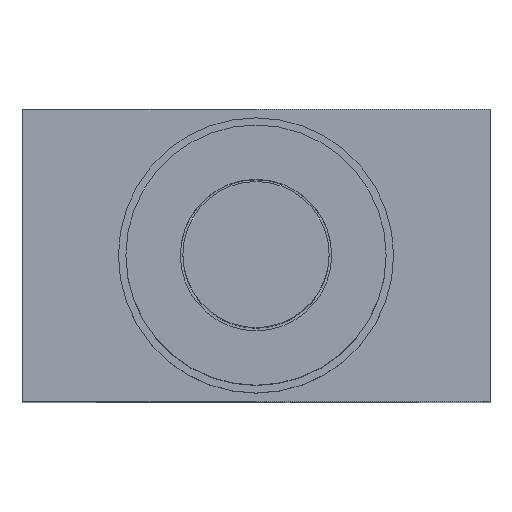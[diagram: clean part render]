
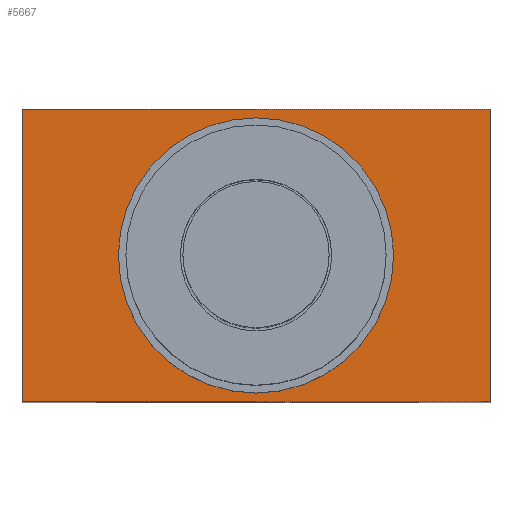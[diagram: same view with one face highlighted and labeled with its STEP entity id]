
A CAD part, top view. The second image highlights one B-rep face of the part: STEP entity #5667.
In plain terms, the highlighted planar face has unit normal (0, 0, 1).
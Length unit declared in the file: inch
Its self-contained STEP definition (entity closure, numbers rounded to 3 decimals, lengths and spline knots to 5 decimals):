
#1998=CARTESIAN_POINT('',(-0.09409,0.,0.35));
#1999=VERTEX_POINT('',#1998);
#2000=CARTESIAN_POINT('',(0.,0.,0.35));
#2001=DIRECTION('',(0.0,0.0,-1.0));
#2002=DIRECTION('',(1.0,0.0,0.0));
#2003=AXIS2_PLACEMENT_3D('',#2000,#2001,#2002);
#2004=CIRCLE('',#2003,0.09409);
#2005=EDGE_CURVE('',#1999,#1999,#2004,.T.);
#5349=CARTESIAN_POINT('',(-0.16004,-0.1,0.35));
#5350=VERTEX_POINT('',#5349);
#5357=CARTESIAN_POINT('',(-0.16004,0.1,0.35));
#5358=VERTEX_POINT('',#5357);
#5359=CARTESIAN_POINT('',(-0.16004,-0.1,0.35));
#5360=DIRECTION('',(0.0,1.0,0.0));
#5361=VECTOR('',#5360,0.2);
#5362=LINE('',#5359,#5361);
#5363=EDGE_CURVE('',#5350,#5358,#5362,.T.);
#5473=CARTESIAN_POINT('',(0.16004,-0.1,0.35));
#5474=VERTEX_POINT('',#5473);
#5481=CARTESIAN_POINT('',(0.16004,-0.1,0.35));
#5482=DIRECTION('',(-1.0,0.0,0.0));
#5483=VECTOR('',#5482,0.32008);
#5484=LINE('',#5481,#5483);
#5485=EDGE_CURVE('',#5474,#5350,#5484,.T.);
#5611=CARTESIAN_POINT('',(0.16004,0.1,0.35));
#5612=VERTEX_POINT('',#5611);
#5619=CARTESIAN_POINT('',(0.16004,0.1,0.35));
#5620=DIRECTION('',(0.0,-1.0,0.0));
#5621=VECTOR('',#5620,0.2);
#5622=LINE('',#5619,#5621);
#5623=EDGE_CURVE('',#5612,#5474,#5622,.T.);
#5640=CARTESIAN_POINT('',(-0.16004,0.1,0.35));
#5641=DIRECTION('',(1.0,0.0,0.0));
#5642=VECTOR('',#5641,0.32008);
#5643=LINE('',#5640,#5642);
#5644=EDGE_CURVE('',#5358,#5612,#5643,.T.);
#5653=CARTESIAN_POINT('',(-0.17604,-0.11,0.35));
#5654=DIRECTION('',(0.0,0.0,1.0));
#5655=DIRECTION('',(1.0,0.0,0.0));
#5656=AXIS2_PLACEMENT_3D('',#5653,#5654,#5655);
#5657=PLANE('',#5656);
#5658=ORIENTED_EDGE('',*,*,#5623,.F.);
#5659=ORIENTED_EDGE('',*,*,#5644,.F.);
#5660=ORIENTED_EDGE('',*,*,#5363,.F.);
#5661=ORIENTED_EDGE('',*,*,#5485,.F.);
#5662=EDGE_LOOP('',(#5658,#5659,#5660,#5661));
#5663=FACE_OUTER_BOUND('',#5662,.T.);
#5664=ORIENTED_EDGE('',*,*,#2005,.T.);
#5665=EDGE_LOOP('',(#5664));
#5666=FACE_BOUND('',#5665,.T.);
#5667=ADVANCED_FACE('',(#5663,#5666),#5657,.T.);
